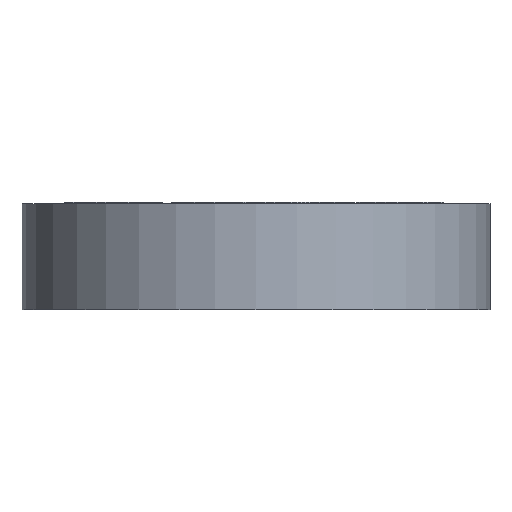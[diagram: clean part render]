
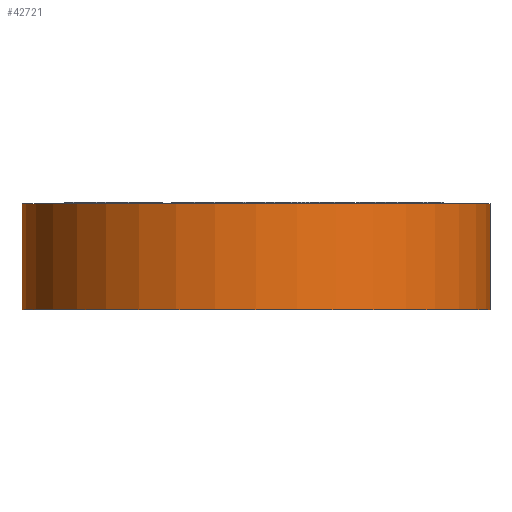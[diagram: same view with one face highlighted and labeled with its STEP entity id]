
A CAD part, front view. The second image highlights one B-rep face of the part: STEP entity #42721.
In plain terms, the highlighted cylindrical face has radius 50.8 mm (diameter 101.6 mm), a partial arc.
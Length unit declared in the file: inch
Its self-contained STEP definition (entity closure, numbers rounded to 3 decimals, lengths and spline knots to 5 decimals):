
#5646 = EDGE_LOOP ( 'NONE', ( #36433, #42576, #29969, #6784 ) ) ;
#6484 = VECTOR ( 'NONE', #17781, 39.37008 ) ;
#6784 = ORIENTED_EDGE ( 'NONE', *, *, #58580, .F. ) ;
#7913 = VECTOR ( 'NONE', #55006, 39.37008 ) ;
#13202 = VERTEX_POINT ( 'NONE', #45555 ) ;
#13348 = CARTESIAN_POINT ( 'NONE',  ( -2., 0., -6.10998 ) ) ;
#15446 = CIRCLE ( 'NONE', #51404, 2. ) ;
#15805 = AXIS2_PLACEMENT_3D ( 'NONE', #24803, #29914, #62012 ) ;
#17781 = DIRECTION ( 'NONE',  ( 0., 0., 1. ) ) ;
#18380 = DIRECTION ( 'NONE',  ( 0., 0., 1. ) ) ;
#20865 = DIRECTION ( 'NONE',  ( 1., 0., 0. ) ) ;
#24185 = CARTESIAN_POINT ( 'NONE',  ( -2., 0., -0.45312 ) ) ;
#24803 = CARTESIAN_POINT ( 'NONE',  ( 0., 0., -0.45312 ) ) ;
#27069 = AXIS2_PLACEMENT_3D ( 'NONE', #58072, #57752, #20865 ) ;
#27876 = CARTESIAN_POINT ( 'NONE',  ( -2., 0., 0.45313 ) ) ;
#29914 = DIRECTION ( 'NONE',  ( 0., 0., -1. ) ) ;
#29969 = ORIENTED_EDGE ( 'NONE', *, *, #57058, .T. ) ;
#30684 = EDGE_CURVE ( 'NONE', #13202, #50967, #61598, .T. ) ;
#30780 = FACE_OUTER_BOUND ( 'NONE', #5646, .T. ) ;
#35466 = VERTEX_POINT ( 'NONE', #27876 ) ;
#35684 = CARTESIAN_POINT ( 'NONE',  ( 2., 0., 0.45313 ) ) ;
#36433 = ORIENTED_EDGE ( 'NONE', *, *, #40586, .F. ) ;
#38212 = DIRECTION ( 'NONE',  ( 1., 0., 0. ) ) ;
#39303 = LINE ( 'NONE', #13348, #7913 ) ;
#39849 = VERTEX_POINT ( 'NONE', #35684 ) ;
#40586 = EDGE_CURVE ( 'NONE', #50967, #35466, #39303, .T. ) ;
#42576 = ORIENTED_EDGE ( 'NONE', *, *, #30684, .F. ) ;
#42721 = ADVANCED_FACE ( 'NONE', ( #30780 ), #46830, .T. ) ;
#43730 = CARTESIAN_POINT ( 'NONE',  ( 2., 0., -6.10998 ) ) ;
#45555 = CARTESIAN_POINT ( 'NONE',  ( 2., 0., -0.45312 ) ) ;
#46830 = CYLINDRICAL_SURFACE ( 'NONE', #27069, 2. ) ;
#50967 = VERTEX_POINT ( 'NONE', #24185 ) ;
#51404 = AXIS2_PLACEMENT_3D ( 'NONE', #60363, #18380, #38212 ) ;
#55006 = DIRECTION ( 'NONE',  ( 0., 0., 1. ) ) ;
#57058 = EDGE_CURVE ( 'NONE', #13202, #39849, #64552, .T. ) ;
#57752 = DIRECTION ( 'NONE',  ( 0., 0., 1. ) ) ;
#58072 = CARTESIAN_POINT ( 'NONE',  ( 0., 0., -6.10998 ) ) ;
#58580 = EDGE_CURVE ( 'NONE', #35466, #39849, #15446, .T. ) ;
#60363 = CARTESIAN_POINT ( 'NONE',  ( 0., 0., 0.45313 ) ) ;
#61598 = CIRCLE ( 'NONE', #15805, 2. ) ;
#62012 = DIRECTION ( 'NONE',  ( 1., 0., 0. ) ) ;
#64552 = LINE ( 'NONE', #43730, #6484 ) ;
